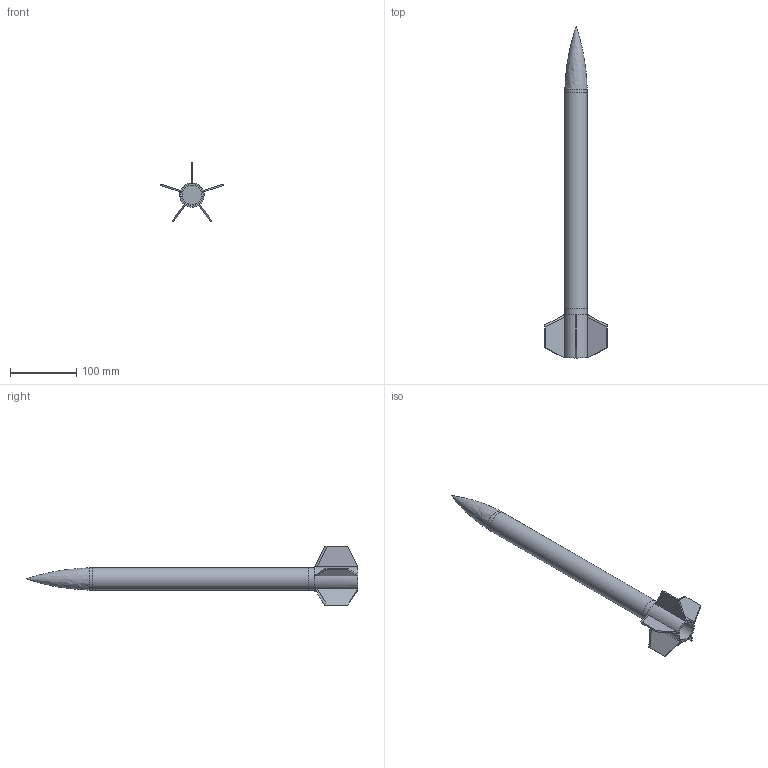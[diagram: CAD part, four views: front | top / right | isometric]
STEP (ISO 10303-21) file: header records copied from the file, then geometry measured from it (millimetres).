
FILE_DESCRIPTION(('FreeCAD Model'),'2;1');
FILE_NAME('Open CASCADE Shape Model','2025-04-27T13:01:01',('FreeCAD'),( 'FreeCAD'),'Open CASCADE STEP processor 7.6','FreeCAD','Unknown');
FILE_SCHEMA(('AUTOMOTIVE_DESIGN { 1 0 10303 214 1 1 1 1 }'));
Length unit declared in the file: millimetre
Products named in the file (1): Open CASCADE STEP translator 7.6 1
Bounding box: 94.58 x 500 x 89.95 mm (x, y, z)
Volume: 173354.2 mm3; surface area: 121435.6 mm2
Topology: 3 solids, 3 shells, 67 faces, 159 edges, 97 vertices
Faces by surface type: plane 55, cylinder 10, bspline 1, cone 1
Full cylindrical faces by diameter (mm): 29 x1, 29.2 x1, 33.6 x2, 33.8 x1
Entity records: 2033 total; most frequent: CARTESIAN_POINT 459, DIRECTION 327, ORIENTED_EDGE 316, EDGE_CURVE 158, LINE 121, VECTOR 121, AXIS2_PLACEMENT_3D 103, VERTEX_POINT 97
